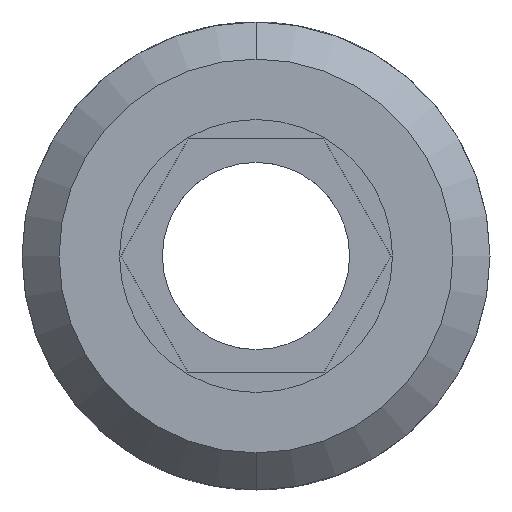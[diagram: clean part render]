
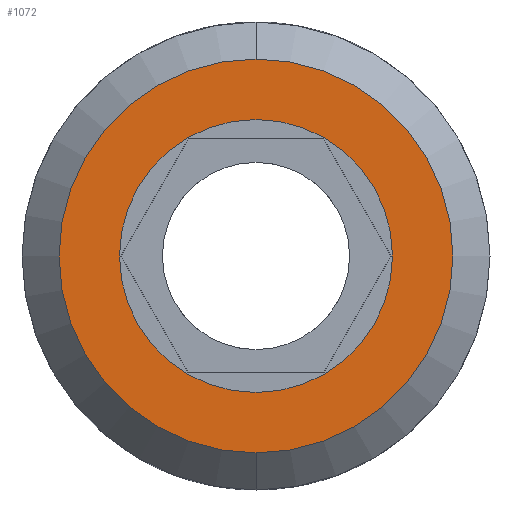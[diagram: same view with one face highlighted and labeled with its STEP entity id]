
A CAD part, front view. The second image highlights one B-rep face of the part: STEP entity #1072.
In plain terms, the highlighted planar face has unit normal (0, -1, 0).
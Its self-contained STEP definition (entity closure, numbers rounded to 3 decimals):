
#5 = EDGE_LOOP ( 'NONE', ( #749, #547 ) ) ;
#99 = EDGE_LOOP ( 'NONE', ( #1313, #630 ) ) ;
#123 = CIRCLE ( 'NONE', #229, 5.05 ) ;
#229 = AXIS2_PLACEMENT_3D ( 'NONE', #1380, #364, #1431 ) ;
#296 = AXIS2_PLACEMENT_3D ( 'NONE', #634, #632, #626 ) ;
#304 = AXIS2_PLACEMENT_3D ( 'NONE', #684, #682, #674 ) ;
#354 = FACE_BOUND ( 'NONE', #5, .T. ) ;
#364 = DIRECTION ( 'NONE',  ( 0., -1., 0. ) ) ;
#371 = AXIS2_PLACEMENT_3D ( 'NONE', #973, #967, #965 ) ;
#408 = AXIS2_PLACEMENT_3D ( 'NONE', #1042, #1040, #1038 ) ;
#547 = ORIENTED_EDGE ( 'NONE', *, *, #1047, .F. ) ;
#555 = FACE_OUTER_BOUND ( 'NONE', #99, .T. ) ;
#626 = DIRECTION ( 'NONE',  ( 0., 0., -1. ) ) ;
#630 = ORIENTED_EDGE ( 'NONE', *, *, #1285, .T. ) ;
#632 = DIRECTION ( 'NONE',  ( 0., -1., 0. ) ) ;
#634 = CARTESIAN_POINT ( 'NONE',  ( 0., 0., 0. ) ) ;
#674 = DIRECTION ( 'NONE',  ( 0., 0., -1. ) ) ;
#682 = DIRECTION ( 'NONE',  ( 0., -1., 0. ) ) ;
#684 = CARTESIAN_POINT ( 'NONE',  ( 0., 0., 0. ) ) ;
#749 = ORIENTED_EDGE ( 'NONE', *, *, #1344, .F. ) ;
#830 = CARTESIAN_POINT ( 'NONE',  ( 0., 0., -3.5 ) ) ;
#875 = VERTEX_POINT ( 'NONE', #1279 ) ;
#897 = VERTEX_POINT ( 'NONE', #1235 ) ;
#965 = DIRECTION ( 'NONE',  ( 0., 0., 1. ) ) ;
#967 = DIRECTION ( 'NONE',  ( 0., 1., 0. ) ) ;
#973 = CARTESIAN_POINT ( 'NONE',  ( 0., 0., 0. ) ) ;
#989 = PLANE ( 'NONE',  #371 ) ;
#992 = CIRCLE ( 'NONE', #296, 3.5 ) ;
#1007 = CARTESIAN_POINT ( 'NONE',  ( 0., 0., 3.5 ) ) ;
#1038 = DIRECTION ( 'NONE',  ( 0., 0., -1. ) ) ;
#1040 = DIRECTION ( 'NONE',  ( 0., -1., 0. ) ) ;
#1042 = CARTESIAN_POINT ( 'NONE',  ( 0., 0., 0. ) ) ;
#1047 = EDGE_CURVE ( 'NONE', #1134, #1241, #1386, .T. ) ;
#1072 = ADVANCED_FACE ( 'NONE', ( #354, #555 ), #989, .F. ) ;
#1134 = VERTEX_POINT ( 'NONE', #1007 ) ;
#1235 = CARTESIAN_POINT ( 'NONE',  ( 0., 0., 5.05 ) ) ;
#1241 = VERTEX_POINT ( 'NONE', #830 ) ;
#1279 = CARTESIAN_POINT ( 'NONE',  ( 0., 0., -5.05 ) ) ;
#1285 = EDGE_CURVE ( 'NONE', #897, #875, #1304, .T. ) ;
#1304 = CIRCLE ( 'NONE', #304, 5.05 ) ;
#1313 = ORIENTED_EDGE ( 'NONE', *, *, #1563, .T. ) ;
#1344 = EDGE_CURVE ( 'NONE', #1241, #1134, #992, .T. ) ;
#1380 = CARTESIAN_POINT ( 'NONE',  ( 0., 0., 0. ) ) ;
#1386 = CIRCLE ( 'NONE', #408, 3.5 ) ;
#1431 = DIRECTION ( 'NONE',  ( 0., 0., -1. ) ) ;
#1563 = EDGE_CURVE ( 'NONE', #875, #897, #123, .T. ) ;
